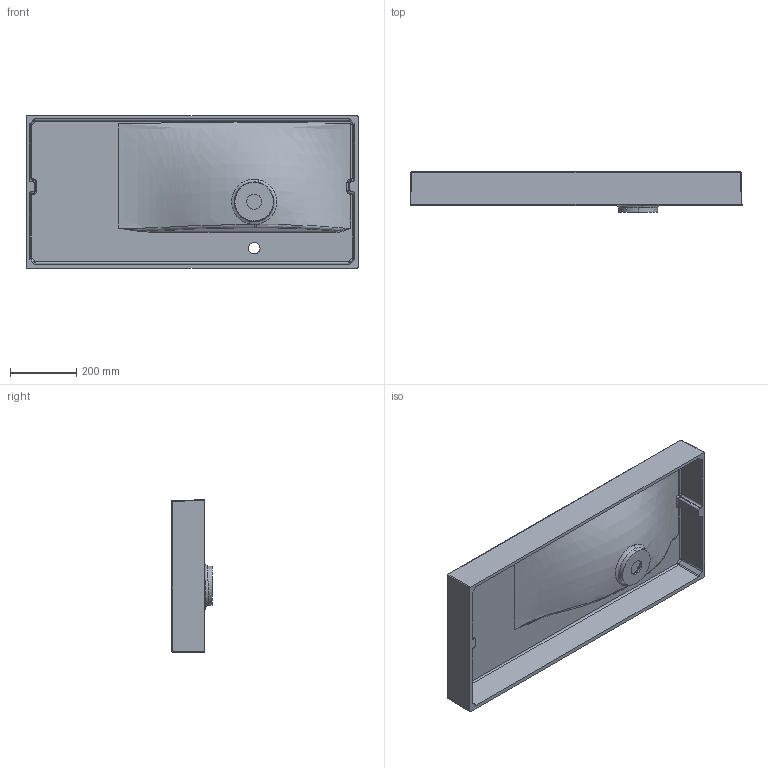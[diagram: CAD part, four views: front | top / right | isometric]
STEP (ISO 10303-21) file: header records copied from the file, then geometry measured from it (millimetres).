
FILE_DESCRIPTION (( 'STEP AP214' ), '1' );
FILE_NAME ('Viola 1000.STEP', '2020-11-16T06:37:14', ( '' ), ( '' ), 'SwSTEP 2.0', 'SolidWorks 2020', '' );
FILE_SCHEMA (( 'AUTOMOTIVE_DESIGN' ));
Length unit declared in the file: millimetre
Products named in the file (1): Viola 1000
Bounding box: 1000 x 122 x 460 mm (x, y, z)
Volume: 8598444.6 mm3; surface area: 1545222.7 mm2
Topology: 2 solids, 2 shells, 171 faces, 409 edges, 241 vertices
Faces by surface type: cylinder 51, bspline 48, plane 35, torus 20, sphere 11, cone 6
Entity records: 25573 total; most frequent: CARTESIAN_POINT 22001, ORIENTED_EDGE 810, DIRECTION 676, EDGE_CURVE 405, AXIS2_PLACEMENT_3D 280, VERTEX_POINT 241, EDGE_LOOP 178, FACE_OUTER_BOUND 171
